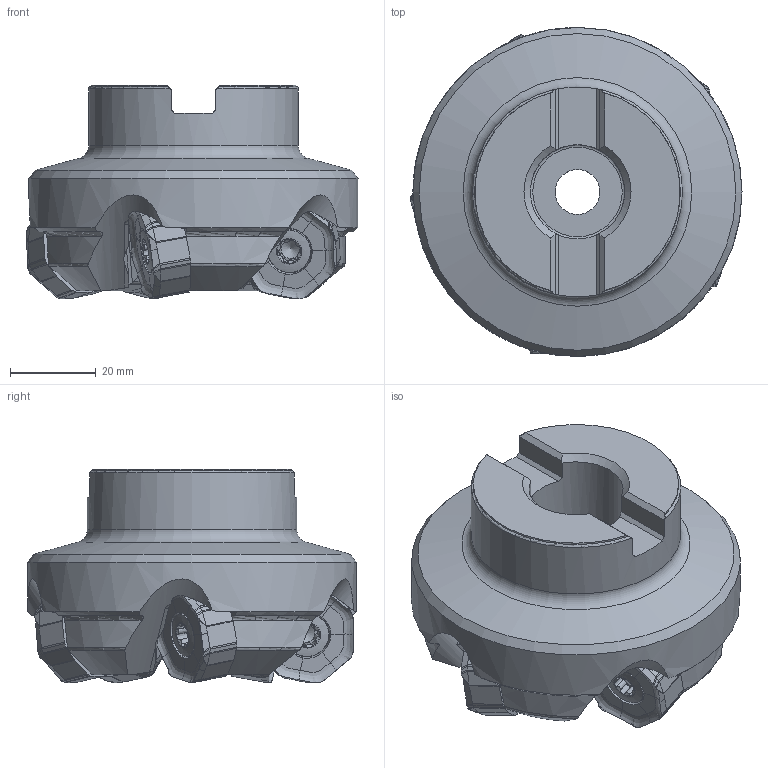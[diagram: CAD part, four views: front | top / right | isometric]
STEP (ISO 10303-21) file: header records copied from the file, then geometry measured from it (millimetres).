
FILE_DESCRIPTION(/* description */ (''),/* implementation_level */ '2;1');
FILE_NAME(/* name */ 'toolassembly_1.stp',/* time_stamp */ '2018-08-02T10:06:09+02:00',/* author */ (''),/* organization */ ('SMS'),/* preprocessor_version */ 'ST-DEVELOPER v15',/* originating_system */ 'SIEMENS PLM Software NX 8.5',/* authorisation */ '');
FILE_SCHEMA (('AUTOMOTIVE_DESIGN { 1 0 10303 214 3 1 1 1 }'));
Length unit declared in the file: millimetre
Products named in the file (4): ASSEMBLY_CONSTRUCTION; CUT_20180802100517; NOCUT_20180802100517; TOOLASSEMBLY_1
Assembly tree (7 placements, depth 2):
  TOOLASSEMBLY_1
    NOCUT_20180802100517
    CUT_20180802100517  x5
    ASSEMBLY_CONSTRUCTION
Bounding box: 77.56 x 76.87 x 49.95 mm (x, y, z)
Volume: 124150.7 mm3; surface area: 30267.9 mm2
Topology: 6 solids, 6 shells, 954 faces, 2581 edges, 1658 vertices
Faces by surface type: plane 454, extrusion 165, bspline 145, cone 65, cylinder 58, torus 52, revolution 15
Full cylindrical faces by diameter (mm): 6.35 x5, 7 x5, 8.3 x5, 10 x5, 10.5 x1, 17.1 x1, 22.011 x1, 22.5 x1, 49 x1, 76.869 x1
Entity records: 29645 total; most frequent: CARTESIAN_POINT 17754, ORIENTED_EDGE 2522, DIRECTION 2171, EDGE_CURVE 1261, VERTEX_POINT 839, AXIS2_PLACEMENT_3D 823, EDGE_LOOP 585, VECTOR 510
